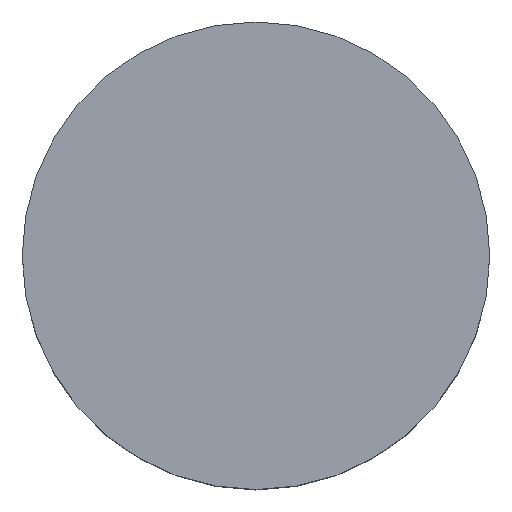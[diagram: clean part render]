
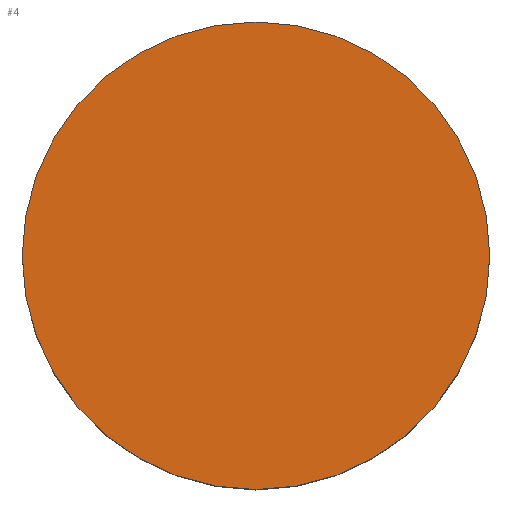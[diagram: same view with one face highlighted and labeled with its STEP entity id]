
A CAD part, top view. The second image highlights one B-rep face of the part: STEP entity #4.
In plain terms, the highlighted planar face has unit normal (0, 0, 1).
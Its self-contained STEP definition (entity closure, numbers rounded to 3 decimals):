
#4 = ADVANCED_FACE ( 'NONE', ( #68 ), #94, .T. ) ;
#7 = VERTEX_POINT ( 'NONE', #45 ) ;
#9 = DIRECTION ( 'NONE',  ( 0., 0., 1. ) ) ;
#37 = EDGE_CURVE ( 'NONE', #7, #57, #114, .T. ) ;
#39 = CARTESIAN_POINT ( 'NONE',  ( 0., 0., 20. ) ) ;
#42 = DIRECTION ( 'NONE',  ( 0., 0., 1. ) ) ;
#45 = CARTESIAN_POINT ( 'NONE',  ( -20., 0., 20. ) ) ;
#55 = DIRECTION ( 'NONE',  ( 0., 0., 1. ) ) ;
#57 = VERTEX_POINT ( 'NONE', #97 ) ;
#64 = CARTESIAN_POINT ( 'NONE',  ( 0., 0., 20. ) ) ;
#66 = DIRECTION ( 'NONE',  ( 1., 0., 0. ) ) ;
#68 = FACE_OUTER_BOUND ( 'NONE', #79, .T. ) ;
#69 = EDGE_CURVE ( 'NONE', #57, #7, #122, .T. ) ;
#79 = EDGE_LOOP ( 'NONE', ( #96, #84 ) ) ;
#84 = ORIENTED_EDGE ( 'NONE', *, *, #69, .T. ) ;
#94 = PLANE ( 'NONE',  #152 ) ;
#96 = ORIENTED_EDGE ( 'NONE', *, *, #37, .T. ) ;
#97 = CARTESIAN_POINT ( 'NONE',  ( 20., 0., 20. ) ) ;
#102 = DIRECTION ( 'NONE',  ( 1., 0., 0. ) ) ;
#114 = CIRCLE ( 'NONE', #162, 20. ) ;
#122 = CIRCLE ( 'NONE', #129, 20. ) ;
#124 = CARTESIAN_POINT ( 'NONE',  ( 0., 0., 20. ) ) ;
#129 = AXIS2_PLACEMENT_3D ( 'NONE', #39, #55, #102 ) ;
#149 = DIRECTION ( 'NONE',  ( 1., 0., 0. ) ) ;
#152 = AXIS2_PLACEMENT_3D ( 'NONE', #124, #42, #149 ) ;
#162 = AXIS2_PLACEMENT_3D ( 'NONE', #64, #9, #66 ) ;
